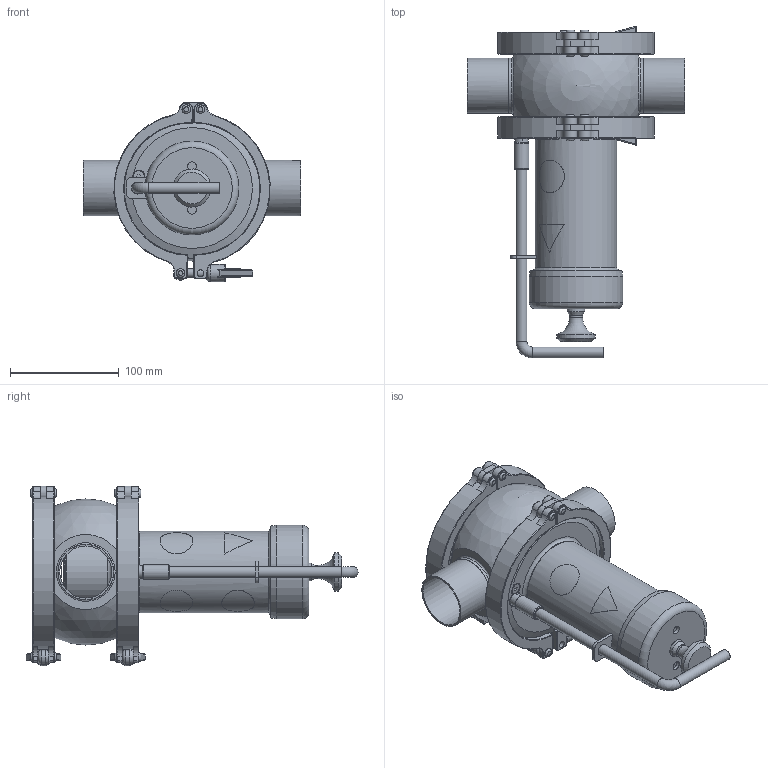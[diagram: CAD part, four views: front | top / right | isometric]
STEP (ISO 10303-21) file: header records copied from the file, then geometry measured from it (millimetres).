
FILE_DESCRIPTION(/* description */ (''),/* implementation_level */ '2;1');
FILE_NAME(/* name */ 'E0117716_Customer.stp',/* time_stamp */ '2025-04-17T10:26:15+02:00',/* author */ ('AvD'),/* organization */ (''),/* preprocessor_version */ 'ST-DEVELOPER v18.1',/* originating_system */ 'Autodesk Inventor 2021',/* authorisation */ '');
FILE_SCHEMA (('CONFIG_CONTROL_DESIGN'));
Length unit declared in the file: millimetre
Products named in the file (1): Part1
Bounding box: 200 x 304.6 x 164.91 mm (x, y, z)
Volume: 1108985.5 mm3; surface area: 355594.3 mm2
Topology: 3 solids, 17 shells, 721 faces, 1864 edges, 1168 vertices
Faces by surface type: cylinder 274, plane 202, torus 152, cone 53, bspline 34, sphere 6
Full cylindrical faces by diameter (mm): 0.1 x4, 2 x1, 4.134 x1, 4.917 x1, 6 x8, 6.1 x14, 8 x18, 10 x2, 10.1 x1, 11 x1, 12 x1, 13.7 x2, 14 x1, 14.918 x2, 16 x5, 16.2 x2, 20 x1, 30 x3, 33 x1, 35 x1, 47.8 x2, 50.8 x4, 63 x1, 65.4 x2, 70 x2, 73 x1, 74.4 x2, 74.6 x2, 75 x1, 80 x2
Entity records: 24876 total; most frequent: CARTESIAN_POINT 6982, DIRECTION 3929, ORIENTED_EDGE 3706, EDGE_CURVE 1853, AXIS2_PLACEMENT_3D 1672, VERTEX_POINT 1168, CIRCLE 952, EDGE_LOOP 815
